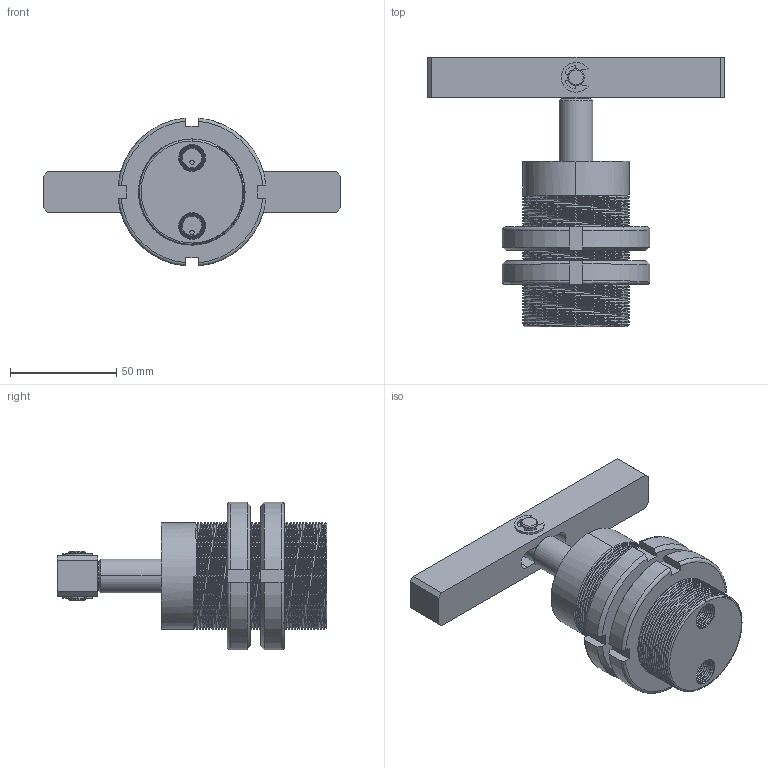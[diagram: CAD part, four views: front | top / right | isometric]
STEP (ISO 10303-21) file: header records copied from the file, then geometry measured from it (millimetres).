
FILE_DESCRIPTION (( 'STEP AP203' ), '1' );
FILE_NAME ('ASC-TB32D.STEP', '2019-05-13T03:45:04', ( 'User' ), ( 'china' ), 'SwSTEP 2.0', 'SolidWorks 2018', '' );
FILE_SCHEMA (( 'CONFIG_CONTROL_DESIGN' ));
Length unit declared in the file: millimetre
Products named in the file (8): CAS-TB32BT; TB32ヶ裔; CAS-TB32LM; CAS-TB32DHSG; 揤旋_4; XDIAO_6; KKDC_6; ASC-TB32D
Assembly tree (9 placements, depth 2):
  ASC-TB32D
    CAS-TB32BT
    CAS-TB32LM  x2
    TB32ヶ裔
    CAS-TB32DHSG
    揤旋_4
    XDIAO_6
    KKDC_6  x2
Bounding box: 140 x 127 x 69.74 mm (x, y, z)
Volume: 220596.2 mm3; surface area: 78855.7 mm2
Topology: 9 solids, 9 shells, 454 faces, 1534 edges, 1107 vertices
Faces by surface type: cylinder 227, plane 86, bspline 80, cone 61
Entity records: 51435 total; most frequent: CARTESIAN_POINT 40664, ORIENTED_EDGE 2628, EDGE_CURVE 1314, DIRECTION 1266, VERTEX_POINT 955, B_SPLINE_CURVE_WITH_KNOTS 823, AXIS2_PLACEMENT_3D 455, EDGE_LOOP 415
